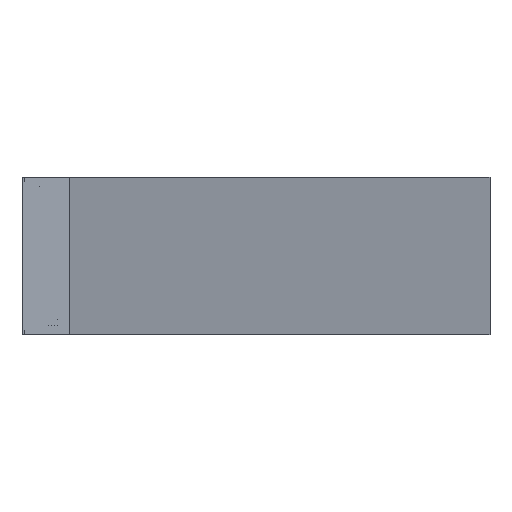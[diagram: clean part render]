
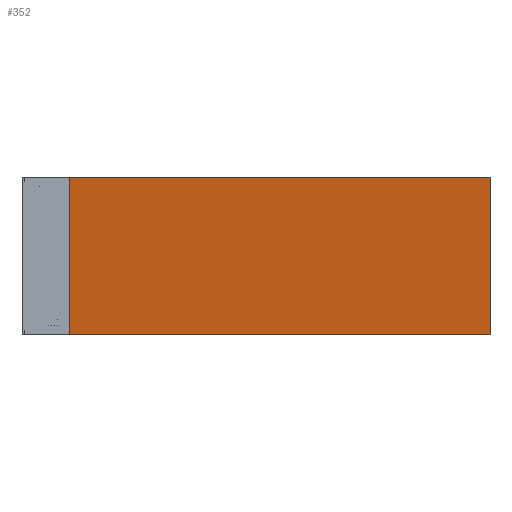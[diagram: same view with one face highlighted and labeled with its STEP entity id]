
A CAD part, left-side view. The second image highlights one B-rep face of the part: STEP entity #352.
In plain terms, the highlighted planar face has unit normal (-0.454, -0.891, 0).
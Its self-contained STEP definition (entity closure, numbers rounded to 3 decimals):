
#31=PLANE('',#396);
#50=FACE_OUTER_BOUND('',#70,.T.);
#70=EDGE_LOOP('',(#327,#328,#329,#330));
#89=LINE('',#530,#133);
#98=LINE('',#547,#142);
#114=LINE('',#579,#158);
#115=LINE('',#581,#159);
#133=VECTOR('',#435,10.);
#142=VECTOR('',#446,10.);
#158=VECTOR('',#480,10.);
#159=VECTOR('',#483,10.);
#178=VERTEX_POINT('',#527);
#179=VERTEX_POINT('',#529);
#182=VERTEX_POINT('',#537);
#186=VERTEX_POINT('',#545);
#214=EDGE_CURVE('',#178,#179,#89,.T.);
#223=EDGE_CURVE('',#182,#186,#98,.T.);
#239=EDGE_CURVE('',#186,#179,#114,.T.);
#240=EDGE_CURVE('',#182,#178,#115,.T.);
#327=ORIENTED_EDGE('',*,*,#223,.T.);
#328=ORIENTED_EDGE('',*,*,#239,.T.);
#329=ORIENTED_EDGE('',*,*,#214,.F.);
#330=ORIENTED_EDGE('',*,*,#240,.F.);
#352=ADVANCED_FACE('',(#50),#31,.T.);
#396=AXIS2_PLACEMENT_3D('',#580,#481,#482);
#435=DIRECTION('',(0.891,-0.454,0.));
#446=DIRECTION('',(0.891,-0.454,0.));
#480=DIRECTION('',(0.,0.,1.));
#481=DIRECTION('center_axis',(-0.454,-0.891,0.));
#482=DIRECTION('ref_axis',(0.891,-0.454,0.));
#483=DIRECTION('',(0.,0.,1.));
#527=CARTESIAN_POINT('',(0.,107.,40.1));
#529=CARTESIAN_POINT('',(210.,0.,40.1));
#530=CARTESIAN_POINT('',(0.,107.,40.1));
#537=CARTESIAN_POINT('',(0.,107.,0.));
#545=CARTESIAN_POINT('',(210.,0.,0.));
#547=CARTESIAN_POINT('',(0.,107.,0.));
#579=CARTESIAN_POINT('',(210.,0.,0.));
#580=CARTESIAN_POINT('Origin',(0.,107.,0.));
#581=CARTESIAN_POINT('',(0.,107.,0.));
